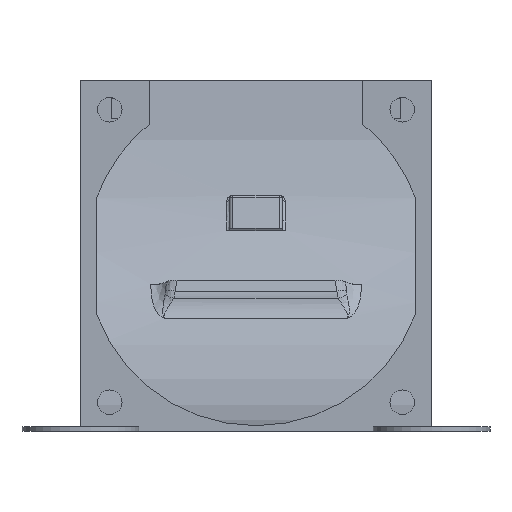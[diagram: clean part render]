
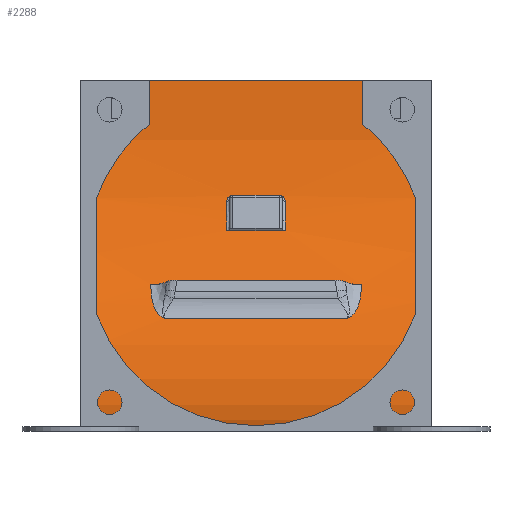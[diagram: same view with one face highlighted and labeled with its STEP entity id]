
A CAD part, left-side view. The second image highlights one B-rep face of the part: STEP entity #2288.
In plain terms, the highlighted cylindrical face has radius 59 mm (diameter 118 mm), a partial arc.
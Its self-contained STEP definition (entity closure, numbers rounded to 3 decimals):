
#15=FACE_BOUND('',#836,.T.);
#16=FACE_BOUND('',#837,.T.);
#137=LINE('',#3340,#371);
#152=LINE('',#3384,#386);
#154=LINE('',#3590,#388);
#157=LINE('',#3789,#391);
#158=LINE('',#3792,#392);
#159=LINE('',#3793,#393);
#371=VECTOR('',#2635,10.);
#386=VECTOR('',#2676,10.);
#388=VECTOR('',#2688,5.);
#391=VECTOR('',#2703,10.);
#392=VECTOR('',#2706,10.);
#393=VECTOR('',#2707,10.);
#613=CYLINDRICAL_SURFACE('',#2444,59.);
#642=B_SPLINE_CURVE_WITH_KNOTS('',3,(#3277,#3278,#3279,#3280,#3281),
 .UNSPECIFIED.,.F.,.F.,(4,1,4),(-0.157,-0.09,
0.),.UNSPECIFIED.);
#644=B_SPLINE_CURVE_WITH_KNOTS('',3,(#3318,#3319,#3320,#3321,#3322),
 .UNSPECIFIED.,.F.,.F.,(4,1,4),(-0.157,-0.09,
0.),.UNSPECIFIED.);
#654=B_SPLINE_CURVE_WITH_KNOTS('',3,(#3564,#3565,#3566,#3567,#3568,#3569),
 .UNSPECIFIED.,.F.,.F.,(4,1,1,4),(-0.643,-0.531,
-0.307,0.14),.UNSPECIFIED.);
#664=B_SPLINE_CURVE_WITH_KNOTS('',3,(#3773,#3774,#3775,#3776,#3777,#3778,
#3779),.UNSPECIFIED.,.F.,.F.,(4,1,1,1,4),(-0.14,0.195,
0.419,0.531,0.643),.UNSPECIFIED.);
#703=FACE_OUTER_BOUND('',#835,.T.);
#835=EDGE_LOOP('',(#1710,#1711,#1712,#1713));
#836=EDGE_LOOP('',(#1714,#1715,#1716,#1717,#1718,#1719));
#837=EDGE_LOOP('',(#1720,#1721,#1722,#1723));
#987=CIRCLE('',#2419,59.);
#990=CIRCLE('',#2425,59.);
#997=CIRCLE('',#2445,59.);
#998=CIRCLE('',#2446,59.);
#1058=VERTEX_POINT('',#3274);
#1059=VERTEX_POINT('',#3276);
#1062=VERTEX_POINT('',#3315);
#1063=VERTEX_POINT('',#3317);
#1065=VERTEX_POINT('',#3326);
#1066=VERTEX_POINT('',#3346);
#1073=VERTEX_POINT('',#3420);
#1079=VERTEX_POINT('',#3563);
#1081=VERTEX_POINT('',#3581);
#1087=VERTEX_POINT('',#3762);
#1088=VERTEX_POINT('',#3785);
#1089=VERTEX_POINT('',#3786);
#1090=VERTEX_POINT('',#3788);
#1091=VERTEX_POINT('',#3790);
#1273=EDGE_CURVE('',#1058,#1059,#642,.T.);
#1277=EDGE_CURVE('',#1062,#1063,#644,.T.);
#1280=EDGE_CURVE('',#1065,#1062,#987,.T.);
#1282=EDGE_CURVE('',#1063,#1058,#137,.T.);
#1288=EDGE_CURVE('',#1059,#1066,#990,.T.);
#1302=EDGE_CURVE('',#1065,#1066,#152,.T.);
#1312=EDGE_CURVE('',#1073,#1079,#654,.T.);
#1316=EDGE_CURVE('',#1081,#1073,#154,.T.);
#1326=EDGE_CURVE('',#1087,#1081,#664,.T.);
#1329=EDGE_CURVE('',#1088,#1089,#997,.T.);
#1330=EDGE_CURVE('',#1088,#1090,#157,.T.);
#1331=EDGE_CURVE('',#1091,#1090,#998,.T.);
#1332=EDGE_CURVE('',#1089,#1091,#158,.T.);
#1333=EDGE_CURVE('',#1087,#1079,#159,.T.);
#1710=ORIENTED_EDGE('',*,*,#1329,.F.);
#1711=ORIENTED_EDGE('',*,*,#1330,.T.);
#1712=ORIENTED_EDGE('',*,*,#1331,.F.);
#1713=ORIENTED_EDGE('',*,*,#1332,.F.);
#1714=ORIENTED_EDGE('',*,*,#1302,.T.);
#1715=ORIENTED_EDGE('',*,*,#1288,.F.);
#1716=ORIENTED_EDGE('',*,*,#1273,.F.);
#1717=ORIENTED_EDGE('',*,*,#1282,.F.);
#1718=ORIENTED_EDGE('',*,*,#1277,.F.);
#1719=ORIENTED_EDGE('',*,*,#1280,.F.);
#1720=ORIENTED_EDGE('',*,*,#1333,.T.);
#1721=ORIENTED_EDGE('',*,*,#1312,.F.);
#1722=ORIENTED_EDGE('',*,*,#1316,.F.);
#1723=ORIENTED_EDGE('',*,*,#1326,.F.);
#2288=ADVANCED_FACE('',(#703,#15,#16),#613,.F.);
#2419=AXIS2_PLACEMENT_3D('',#3337,#2629,#2630);
#2425=AXIS2_PLACEMENT_3D('',#3359,#2645,#2646);
#2444=AXIS2_PLACEMENT_3D('',#3784,#2699,#2700);
#2445=AXIS2_PLACEMENT_3D('',#3787,#2701,#2702);
#2446=AXIS2_PLACEMENT_3D('',#3791,#2704,#2705);
#2629=DIRECTION('center_axis',(0.,-1.,0.));
#2630=DIRECTION('ref_axis',(0.921,0.,-0.388));
#2635=DIRECTION('',(0.,1.,0.));
#2645=DIRECTION('center_axis',(0.,1.,0.));
#2646=DIRECTION('ref_axis',(0.921,0.,-0.388));
#2676=DIRECTION('',(0.,1.,0.));
#2688=DIRECTION('',(0.,-1.,0.));
#2699=DIRECTION('center_axis',(0.,1.,0.));
#2700=DIRECTION('ref_axis',(0.,0.,-1.));
#2701=DIRECTION('center_axis',(0.,1.,0.));
#2702=DIRECTION('ref_axis',(0.,0.,-1.));
#2703=DIRECTION('',(0.,1.,0.));
#2704=DIRECTION('center_axis',(0.,-1.,0.));
#2705=DIRECTION('ref_axis',(0.,0.,-1.));
#2706=DIRECTION('',(0.,1.,0.));
#2707=DIRECTION('',(0.,-1.,0.));
#3274=CARTESIAN_POINT('',(153.76,10.431,40.342));
#3276=CARTESIAN_POINT('',(153.414,11.431,39.39));
#3277=CARTESIAN_POINT('Ctrl Pts',(153.76,10.431,40.342));
#3278=CARTESIAN_POINT('Ctrl Pts',(153.76,10.656,40.342));
#3279=CARTESIAN_POINT('Ctrl Pts',(153.698,11.181,40.166));
#3280=CARTESIAN_POINT('Ctrl Pts',(153.52,11.431,39.674));
#3281=CARTESIAN_POINT('Ctrl Pts',(153.414,11.431,39.39));
#3315=CARTESIAN_POINT('',(153.414,1.431,39.39));
#3317=CARTESIAN_POINT('',(153.76,2.431,40.342));
#3318=CARTESIAN_POINT('Ctrl Pts',(153.414,1.431,39.39));
#3319=CARTESIAN_POINT('Ctrl Pts',(153.494,1.431,39.603));
#3320=CARTESIAN_POINT('Ctrl Pts',(153.675,1.613,40.101));
#3321=CARTESIAN_POINT('Ctrl Pts',(153.76,2.131,40.342));
#3322=CARTESIAN_POINT('Ctrl Pts',(153.76,2.431,40.342));
#3326=CARTESIAN_POINT('',(151.252,1.431,34.325));
#3337=CARTESIAN_POINT('Origin',(98.131,1.431,60.));
#3340=CARTESIAN_POINT('',(153.76,-23.569,40.342));
#3346=CARTESIAN_POINT('',(151.252,11.431,34.325));
#3359=CARTESIAN_POINT('Origin',(98.131,11.431,60.));
#3384=CARTESIAN_POINT('',(151.252,-23.569,34.325));
#3420=CARTESIAN_POINT('',(140.894,-9.235,19.351));
#3563=CARTESIAN_POINT('',(145.732,-11.568,25.141));
#3564=CARTESIAN_POINT('Ctrl Pts',(140.894,-9.235,19.351));
#3565=CARTESIAN_POINT('Ctrl Pts',(141.011,-9.573,19.474));
#3566=CARTESIAN_POINT('Ctrl Pts',(141.586,-10.413,20.083));
#3567=CARTESIAN_POINT('Ctrl Pts',(143.323,-11.418,22.014));
#3568=CARTESIAN_POINT('Ctrl Pts',(144.803,-11.584,23.873));
#3569=CARTESIAN_POINT('Ctrl Pts',(145.732,-11.568,25.141));
#3581=CARTESIAN_POINT('',(140.894,22.097,19.351));
#3590=CARTESIAN_POINT('',(140.894,-8.569,19.351));
#3762=CARTESIAN_POINT('',(145.732,24.43,25.141));
#3773=CARTESIAN_POINT('Ctrl Pts',(145.732,24.43,25.141));
#3774=CARTESIAN_POINT('Ctrl Pts',(145.035,24.442,24.19));
#3775=CARTESIAN_POINT('Ctrl Pts',(143.824,24.334,22.637));
#3776=CARTESIAN_POINT('Ctrl Pts',(142.32,23.742,20.894));
#3777=CARTESIAN_POINT('Ctrl Pts',(141.388,22.999,19.874));
#3778=CARTESIAN_POINT('Ctrl Pts',(141.011,22.436,19.475));
#3779=CARTESIAN_POINT('Ctrl Pts',(140.894,22.097,19.351));
#3784=CARTESIAN_POINT('Origin',(98.131,-23.569,60.));
#3785=CARTESIAN_POINT('',(157.131,-20.769,60.));
#3786=CARTESIAN_POINT('',(98.131,-20.769,1.));
#3787=CARTESIAN_POINT('Origin',(98.131,-20.769,60.));
#3788=CARTESIAN_POINT('',(157.131,33.631,60.));
#3789=CARTESIAN_POINT('',(157.131,-23.569,60.));
#3790=CARTESIAN_POINT('',(98.131,33.631,1.));
#3791=CARTESIAN_POINT('Origin',(98.131,33.631,60.));
#3792=CARTESIAN_POINT('',(98.131,-23.569,1.));
#3793=CARTESIAN_POINT('',(145.732,-23.569,25.141));
